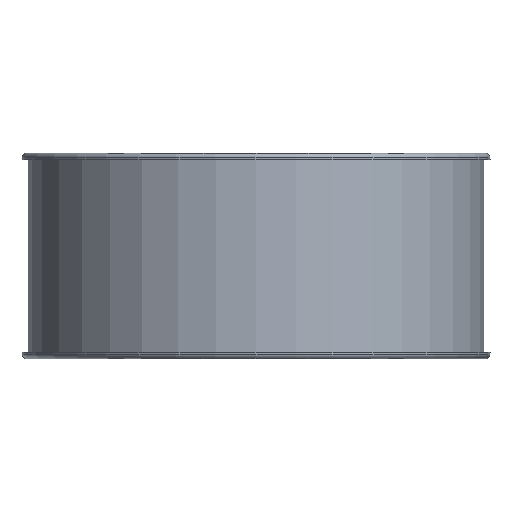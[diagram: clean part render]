
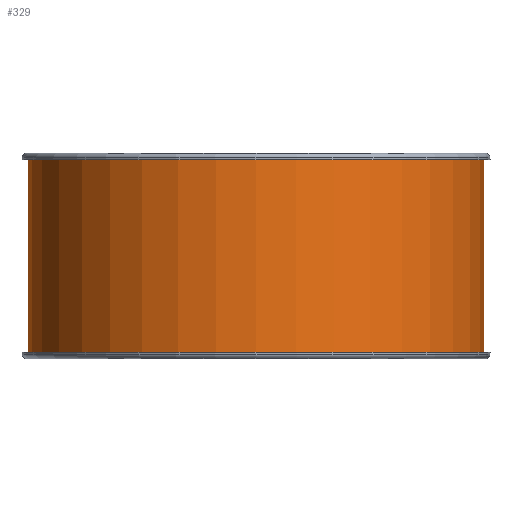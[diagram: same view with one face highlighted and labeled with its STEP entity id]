
A CAD part, front view. The second image highlights one B-rep face of the part: STEP entity #329.
In plain terms, the highlighted cylindrical face has radius 45.72 mm (diameter 91.44 mm), a full revolution.
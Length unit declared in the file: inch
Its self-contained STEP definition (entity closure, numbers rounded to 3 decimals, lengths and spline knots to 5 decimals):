
#329 = ADVANCED_FACE ( 'NONE', ( #1125, #1091 ), #1073, .T. ) ;
#360 = AXIS2_PLACEMENT_3D ( 'NONE', #2285, #2276, #2262 ) ;
#362 = CIRCLE ( 'NONE', #360, 1.8 ) ;
#633 = AXIS2_PLACEMENT_3D ( 'NONE', #1054, #966, #939 ) ;
#722 = CARTESIAN_POINT ( 'NONE',  ( -1.8, 0., 1.7 ) ) ;
#733 = VERTEX_POINT ( 'NONE', #722 ) ;
#737 = CARTESIAN_POINT ( 'NONE',  ( -1.8, 0., 0.175 ) ) ;
#744 = VERTEX_POINT ( 'NONE', #737 ) ;
#798 = AXIS2_PLACEMENT_3D ( 'NONE', #1927, #1922, #1908 ) ;
#852 = ORIENTED_EDGE ( 'NONE', *, *, #3940, .F. ) ;
#871 = ORIENTED_EDGE ( 'NONE', *, *, #3981, .T. ) ;
#939 = DIRECTION ( 'NONE',  ( -1., 0., 0. ) ) ;
#966 = DIRECTION ( 'NONE',  ( 0., 0., -1. ) ) ;
#1054 = CARTESIAN_POINT ( 'NONE',  ( 0., 0., 0.75 ) ) ;
#1073 = CYLINDRICAL_SURFACE ( 'NONE', #633, 1.8 ) ;
#1091 = FACE_OUTER_BOUND ( 'NONE', #1569, .T. ) ;
#1125 = FACE_OUTER_BOUND ( 'NONE', #1263, .T. ) ;
#1263 = EDGE_LOOP ( 'NONE', ( #852 ) ) ;
#1569 = EDGE_LOOP ( 'NONE', ( #871 ) ) ;
#1908 = DIRECTION ( 'NONE',  ( -1., 0., 0. ) ) ;
#1922 = DIRECTION ( 'NONE',  ( 0., 0., -1. ) ) ;
#1927 = CARTESIAN_POINT ( 'NONE',  ( 0., 0., 1.7 ) ) ;
#2262 = DIRECTION ( 'NONE',  ( -1., 0., 0. ) ) ;
#2276 = DIRECTION ( 'NONE',  ( 0., 0., -1. ) ) ;
#2285 = CARTESIAN_POINT ( 'NONE',  ( 0., 0., 0.175 ) ) ;
#2511 = CIRCLE ( 'NONE', #798, 1.8 ) ;
#3940 = EDGE_CURVE ( 'NONE', #744, #744, #362, .T. ) ;
#3981 = EDGE_CURVE ( 'NONE', #733, #733, #2511, .T. ) ;
